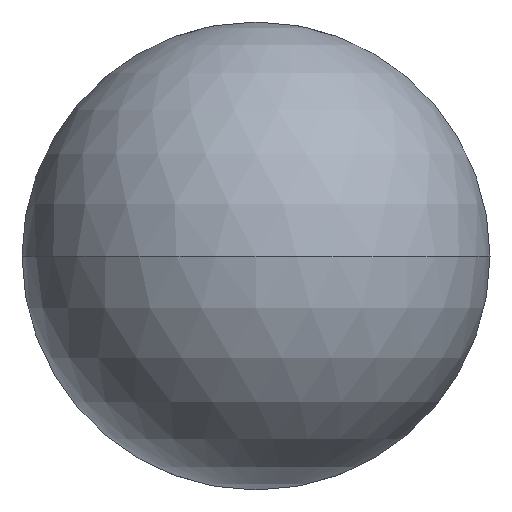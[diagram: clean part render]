
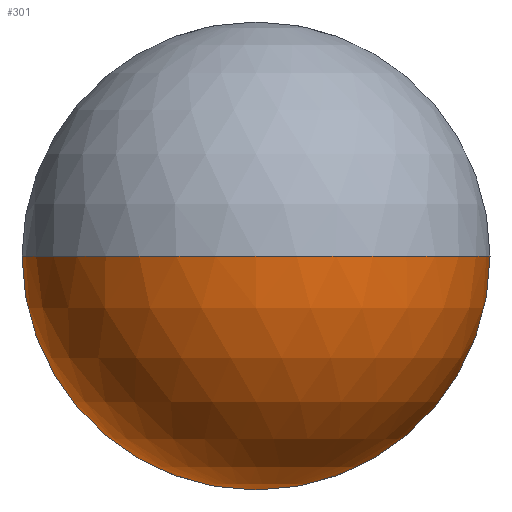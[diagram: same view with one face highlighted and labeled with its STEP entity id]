
A CAD part, front view. The second image highlights one B-rep face of the part: STEP entity #301.
In plain terms, the highlighted spherical face has radius 12.7 mm.
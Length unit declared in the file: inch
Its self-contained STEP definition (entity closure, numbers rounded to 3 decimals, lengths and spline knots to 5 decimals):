
#23 = ORIENTED_EDGE ( 'NONE', *, *, #82, .F. ) ;
#30 = DIRECTION ( 'NONE',  ( 0., 0., 1. ) ) ;
#44 = AXIS2_PLACEMENT_3D ( 'NONE', #370, #448, #497 ) ;
#82 = EDGE_CURVE ( 'NONE', #84, #377, #371, .T. ) ;
#84 = VERTEX_POINT ( 'NONE', #150 ) ;
#85 = AXIS2_PLACEMENT_3D ( 'NONE', #459, #162, #414 ) ;
#92 = DIRECTION ( 'NONE',  ( 0., 0., -1. ) ) ;
#111 = AXIS2_PLACEMENT_3D ( 'NONE', #471, #343, #310 ) ;
#124 = SPHERICAL_SURFACE ( 'NONE', #85, 0.5 ) ;
#128 = CIRCLE ( 'NONE', #111, 0.5 ) ;
#131 = VERTEX_POINT ( 'NONE', #281 ) ;
#136 = CIRCLE ( 'NONE', #44, 0.5 ) ;
#138 = EDGE_LOOP ( 'NONE', ( #289, #352, #215, #23 ) ) ;
#142 = DIRECTION ( 'NONE',  ( -1., 0., 0. ) ) ;
#150 = CARTESIAN_POINT ( 'NONE',  ( -0.5, 0.5, 0. ) ) ;
#162 = DIRECTION ( 'NONE',  ( 0., 0., -1. ) ) ;
#215 = ORIENTED_EDGE ( 'NONE', *, *, #404, .T. ) ;
#226 = CARTESIAN_POINT ( 'NONE',  ( 0., 0.5, 0. ) ) ;
#254 = CIRCLE ( 'NONE', #408, 0.5 ) ;
#261 = AXIS2_PLACEMENT_3D ( 'NONE', #226, #30, #485 ) ;
#281 = CARTESIAN_POINT ( 'NONE',  ( 0.5, 0.5, 0. ) ) ;
#289 = ORIENTED_EDGE ( 'NONE', *, *, #321, .T. ) ;
#301 = ADVANCED_FACE ( 'NONE', ( #439 ), #124, .T. ) ;
#310 = DIRECTION ( 'NONE',  ( 0., 0., -1. ) ) ;
#321 = EDGE_CURVE ( 'NONE', #84, #380, #136, .T. ) ;
#341 = CARTESIAN_POINT ( 'NONE',  ( 0., 0.5, -0.5 ) ) ;
#343 = DIRECTION ( 'NONE',  ( 0., -1., 0. ) ) ;
#350 = CARTESIAN_POINT ( 'NONE',  ( 0., 0.5, 0. ) ) ;
#352 = ORIENTED_EDGE ( 'NONE', *, *, #469, .T. ) ;
#370 = CARTESIAN_POINT ( 'NONE',  ( 0., 0.5, 0. ) ) ;
#371 = CIRCLE ( 'NONE', #261, 0.5 ) ;
#377 = VERTEX_POINT ( 'NONE', #417 ) ;
#380 = VERTEX_POINT ( 'NONE', #341 ) ;
#404 = EDGE_CURVE ( 'NONE', #131, #377, #254, .T. ) ;
#408 = AXIS2_PLACEMENT_3D ( 'NONE', #350, #92, #142 ) ;
#414 = DIRECTION ( 'NONE',  ( -1., 0., 0. ) ) ;
#417 = CARTESIAN_POINT ( 'NONE',  ( 0., 0., 0. ) ) ;
#439 = FACE_OUTER_BOUND ( 'NONE', #138, .T. ) ;
#448 = DIRECTION ( 'NONE',  ( 0., -1., 0. ) ) ;
#459 = CARTESIAN_POINT ( 'NONE',  ( 0., 0.5, 0. ) ) ;
#469 = EDGE_CURVE ( 'NONE', #380, #131, #128, .T. ) ;
#471 = CARTESIAN_POINT ( 'NONE',  ( 0., 0.5, 0. ) ) ;
#485 = DIRECTION ( 'NONE',  ( 1., 0., 0. ) ) ;
#497 = DIRECTION ( 'NONE',  ( 0., 0., -1. ) ) ;
